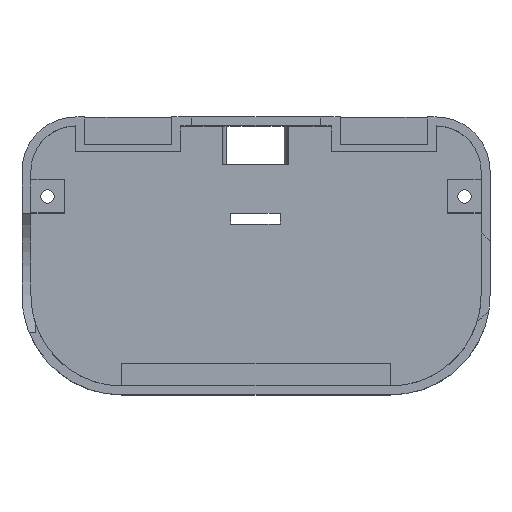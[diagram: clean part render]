
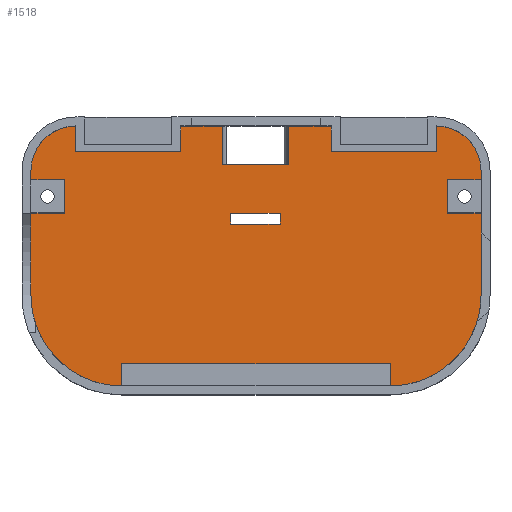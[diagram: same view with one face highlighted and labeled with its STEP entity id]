
A CAD part, top view. The second image highlights one B-rep face of the part: STEP entity #1518.
In plain terms, the highlighted planar face has unit normal (0, 0, 1).
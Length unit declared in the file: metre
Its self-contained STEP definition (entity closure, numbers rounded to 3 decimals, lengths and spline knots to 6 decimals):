
#50=LINE('',#2192,#236);
#54=LINE('',#2200,#240);
#62=LINE('',#2222,#248);
#63=LINE('',#2225,#249);
#64=LINE('',#2227,#250);
#65=LINE('',#2229,#251);
#66=LINE('',#2231,#252);
#67=LINE('',#2233,#253);
#68=LINE('',#2237,#254);
#69=LINE('',#2239,#255);
#70=LINE('',#2241,#256);
#71=LINE('',#2243,#257);
#72=LINE('',#2245,#258);
#73=LINE('',#2249,#259);
#74=LINE('',#2251,#260);
#75=LINE('',#2253,#261);
#76=LINE('',#2254,#262);
#77=LINE('',#2256,#263);
#78=LINE('',#2258,#264);
#79=LINE('',#2261,#265);
#80=LINE('',#2263,#266);
#81=LINE('',#2265,#267);
#82=LINE('',#2267,#268);
#83=LINE('',#2269,#269);
#84=LINE('',#2270,#270);
#85=LINE('',#2273,#271);
#86=LINE('',#2275,#272);
#87=LINE('',#2277,#273);
#236=VECTOR('',#1758,1.);
#240=VECTOR('',#1762,1.);
#248=VECTOR('',#1782,1.);
#249=VECTOR('',#1783,1.);
#250=VECTOR('',#1784,1.);
#251=VECTOR('',#1785,1.);
#252=VECTOR('',#1786,1.);
#253=VECTOR('',#1787,1.);
#254=VECTOR('',#1790,1.);
#255=VECTOR('',#1791,1.);
#256=VECTOR('',#1792,1.);
#257=VECTOR('',#1793,1.);
#258=VECTOR('',#1794,1.);
#259=VECTOR('',#1797,1.);
#260=VECTOR('',#1798,1.);
#261=VECTOR('',#1799,1.);
#262=VECTOR('',#1800,1.);
#263=VECTOR('',#1801,1.);
#264=VECTOR('',#1802,1.);
#265=VECTOR('',#1805,1.);
#266=VECTOR('',#1806,1.);
#267=VECTOR('',#1807,1.);
#268=VECTOR('',#1808,1.);
#269=VECTOR('',#1809,1.);
#270=VECTOR('',#1810,1.);
#271=VECTOR('',#1811,1.);
#272=VECTOR('',#1812,1.);
#273=VECTOR('',#1813,1.);
#447=ORIENTED_EDGE('',*,*,#897,.F.);
#448=ORIENTED_EDGE('',*,*,#898,.T.);
#449=ORIENTED_EDGE('',*,*,#899,.F.);
#450=ORIENTED_EDGE('',*,*,#900,.F.);
#451=ORIENTED_EDGE('',*,*,#901,.T.);
#452=ORIENTED_EDGE('',*,*,#902,.F.);
#453=ORIENTED_EDGE('',*,*,#903,.T.);
#454=ORIENTED_EDGE('',*,*,#904,.F.);
#455=ORIENTED_EDGE('',*,*,#905,.T.);
#456=ORIENTED_EDGE('',*,*,#906,.F.);
#457=ORIENTED_EDGE('',*,*,#907,.F.);
#458=ORIENTED_EDGE('',*,*,#908,.F.);
#459=ORIENTED_EDGE('',*,*,#909,.F.);
#460=ORIENTED_EDGE('',*,*,#910,.T.);
#461=ORIENTED_EDGE('',*,*,#911,.T.);
#462=ORIENTED_EDGE('',*,*,#912,.F.);
#463=ORIENTED_EDGE('',*,*,#874,.F.);
#464=ORIENTED_EDGE('',*,*,#886,.T.);
#465=ORIENTED_EDGE('',*,*,#913,.T.);
#466=ORIENTED_EDGE('',*,*,#914,.T.);
#467=ORIENTED_EDGE('',*,*,#915,.F.);
#468=ORIENTED_EDGE('',*,*,#882,.T.);
#469=ORIENTED_EDGE('',*,*,#916,.T.);
#470=ORIENTED_EDGE('',*,*,#917,.T.);
#471=ORIENTED_EDGE('',*,*,#918,.T.);
#472=ORIENTED_EDGE('',*,*,#919,.T.);
#473=ORIENTED_EDGE('',*,*,#920,.F.);
#474=ORIENTED_EDGE('',*,*,#921,.F.);
#475=ORIENTED_EDGE('',*,*,#922,.F.);
#476=ORIENTED_EDGE('',*,*,#923,.F.);
#477=ORIENTED_EDGE('',*,*,#924,.T.);
#478=ORIENTED_EDGE('',*,*,#925,.T.);
#874=EDGE_CURVE('',#1101,#1102,#1240,.T.);
#882=EDGE_CURVE('',#1108,#1107,#50,.T.);
#886=EDGE_CURVE('',#1101,#1111,#54,.T.);
#897=EDGE_CURVE('',#1120,#1121,#62,.T.);
#898=EDGE_CURVE('',#1120,#1122,#63,.T.);
#899=EDGE_CURVE('',#1123,#1122,#64,.T.);
#900=EDGE_CURVE('',#1124,#1123,#65,.T.);
#901=EDGE_CURVE('',#1124,#1125,#66,.T.);
#902=EDGE_CURVE('',#1126,#1125,#67,.T.);
#903=EDGE_CURVE('',#1126,#1127,#1245,.T.);
#904=EDGE_CURVE('',#1128,#1127,#68,.T.);
#905=EDGE_CURVE('',#1128,#1129,#69,.T.);
#906=EDGE_CURVE('',#1130,#1129,#70,.T.);
#907=EDGE_CURVE('',#1131,#1130,#71,.T.);
#908=EDGE_CURVE('',#1132,#1131,#72,.T.);
#909=EDGE_CURVE('',#1133,#1132,#1246,.T.);
#910=EDGE_CURVE('',#1133,#1134,#73,.T.);
#911=EDGE_CURVE('',#1134,#1135,#74,.T.);
#912=EDGE_CURVE('',#1102,#1135,#75,.T.);
#913=EDGE_CURVE('',#1111,#1136,#76,.T.);
#914=EDGE_CURVE('',#1136,#1137,#77,.T.);
#915=EDGE_CURVE('',#1108,#1137,#78,.T.);
#916=EDGE_CURVE('',#1107,#1138,#1247,.T.);
#917=EDGE_CURVE('',#1138,#1139,#79,.T.);
#918=EDGE_CURVE('',#1139,#1140,#80,.T.);
#919=EDGE_CURVE('',#1140,#1141,#81,.T.);
#920=EDGE_CURVE('',#1142,#1141,#82,.T.);
#921=EDGE_CURVE('',#1121,#1142,#83,.T.);
#922=EDGE_CURVE('',#1143,#1144,#84,.T.);
#923=EDGE_CURVE('',#1145,#1143,#85,.T.);
#924=EDGE_CURVE('',#1145,#1146,#86,.T.);
#925=EDGE_CURVE('',#1146,#1144,#87,.T.);
#1101=VERTEX_POINT('',#2176);
#1102=VERTEX_POINT('',#2178);
#1107=VERTEX_POINT('',#2191);
#1108=VERTEX_POINT('',#2193);
#1111=VERTEX_POINT('',#2199);
#1120=VERTEX_POINT('',#2223);
#1121=VERTEX_POINT('',#2224);
#1122=VERTEX_POINT('',#2226);
#1123=VERTEX_POINT('',#2228);
#1124=VERTEX_POINT('',#2230);
#1125=VERTEX_POINT('',#2232);
#1126=VERTEX_POINT('',#2234);
#1127=VERTEX_POINT('',#2236);
#1128=VERTEX_POINT('',#2238);
#1129=VERTEX_POINT('',#2240);
#1130=VERTEX_POINT('',#2242);
#1131=VERTEX_POINT('',#2244);
#1132=VERTEX_POINT('',#2246);
#1133=VERTEX_POINT('',#2248);
#1134=VERTEX_POINT('',#2250);
#1135=VERTEX_POINT('',#2252);
#1136=VERTEX_POINT('',#2255);
#1137=VERTEX_POINT('',#2257);
#1138=VERTEX_POINT('',#2260);
#1139=VERTEX_POINT('',#2262);
#1140=VERTEX_POINT('',#2264);
#1141=VERTEX_POINT('',#2266);
#1142=VERTEX_POINT('',#2268);
#1143=VERTEX_POINT('',#2271);
#1144=VERTEX_POINT('',#2272);
#1145=VERTEX_POINT('',#2274);
#1146=VERTEX_POINT('',#2276);
#1240=CIRCLE('',#1609,0.0202);
#1245=CIRCLE('',#1618,0.01);
#1246=CIRCLE('',#1619,0.0202);
#1247=CIRCLE('',#1620,0.01);
#1280=EDGE_LOOP('',(#447,#448,#449,#450,#451,#452,#453,#454,#455,#456,#457,
#458,#459,#460,#461,#462,#463,#464,#465,#466,#467,#468,#469,#470,#471,#472,
#473,#474));
#1281=EDGE_LOOP('',(#475,#476,#477,#478));
#1369=FACE_BOUND('',#1280,.T.);
#1370=FACE_BOUND('',#1281,.T.);
#1456=PLANE('',#1617);
#1518=ADVANCED_FACE('',(#1369,#1370),#1456,.T.);
#1609=AXIS2_PLACEMENT_3D('',#2177,#1746,#1747);
#1617=AXIS2_PLACEMENT_3D('',#2221,#1780,#1781);
#1618=AXIS2_PLACEMENT_3D('',#2235,#1788,#1789);
#1619=AXIS2_PLACEMENT_3D('',#2247,#1795,#1796);
#1620=AXIS2_PLACEMENT_3D('',#2259,#1803,#1804);
#1746=DIRECTION('',(0.,0.,-1.));
#1747=DIRECTION('',(1.,0.,0.));
#1758=DIRECTION('',(0.,1.,0.));
#1762=DIRECTION('',(0.,1.,0.));
#1780=DIRECTION('',(0.,0.,1.));
#1781=DIRECTION('',(1.,0.,0.));
#1782=DIRECTION('',(1.,0.,0.));
#1783=DIRECTION('',(0.,1.,0.));
#1784=DIRECTION('',(1.,0.,0.));
#1785=DIRECTION('',(0.,1.,0.));
#1786=DIRECTION('',(-1.,0.,0.));
#1787=DIRECTION('',(0.,-1.,0.));
#1788=DIRECTION('',(0.,0.,1.));
#1789=DIRECTION('',(1.,0.,0.));
#1790=DIRECTION('',(0.,1.,0.));
#1791=DIRECTION('',(1.,0.,0.));
#1792=DIRECTION('',(0.,1.,0.));
#1793=DIRECTION('',(1.,0.,0.));
#1794=DIRECTION('',(0.,1.,0.));
#1795=DIRECTION('',(0.,0.,-1.));
#1796=DIRECTION('',(1.,0.,0.));
#1797=DIRECTION('',(0.,1.,0.));
#1798=DIRECTION('',(1.,0.,0.));
#1799=DIRECTION('',(0.,1.,0.));
#1800=DIRECTION('',(-1.,0.,0.));
#1801=DIRECTION('',(0.,1.,0.));
#1802=DIRECTION('',(-1.,0.,0.));
#1803=DIRECTION('',(0.,0.,1.));
#1804=DIRECTION('',(1.,0.,0.));
#1805=DIRECTION('',(0.,-1.,0.));
#1806=DIRECTION('',(-1.,0.,0.));
#1807=DIRECTION('',(0.,1.,0.));
#1808=DIRECTION('',(1.,0.,0.));
#1809=DIRECTION('',(0.,1.,0.));
#1810=DIRECTION('',(0.,-1.,0.));
#1811=DIRECTION('',(-1.,0.,0.));
#1812=DIRECTION('',(0.,-1.,0.));
#1813=DIRECTION('',(-1.,0.,0.));
#2176=CARTESIAN_POINT('',(0.0502,-0.0028,0.002));
#2177=CARTESIAN_POINT('',(0.03,-0.0028,0.002));
#2178=CARTESIAN_POINT('',(0.03,-0.023,0.002));
#2191=CARTESIAN_POINT('',(0.0502,0.025,0.002));
#2192=CARTESIAN_POINT('',(0.0502,0.024,0.002));
#2193=CARTESIAN_POINT('',(0.0502,0.023,0.002));
#2199=CARTESIAN_POINT('',(0.0502,0.0156,0.002));
#2200=CARTESIAN_POINT('',(0.0502,0.024,0.002));
#2221=CARTESIAN_POINT('',(0.,0.006,0.002));
#2222=CARTESIAN_POINT('',(0.,0.0265,0.002));
#2223=CARTESIAN_POINT('',(-0.007525,0.0265,0.002));
#2224=CARTESIAN_POINT('',(0.007265,0.0265,0.002));
#2225=CARTESIAN_POINT('',(-0.007525,-0.225818,0.002));
#2226=CARTESIAN_POINT('',(-0.007525,0.035,0.002));
#2227=CARTESIAN_POINT('',(0.,0.035,0.002));
#2228=CARTESIAN_POINT('',(-0.0168,0.035,0.002));
#2229=CARTESIAN_POINT('',(-0.0168,0.006,0.002));
#2230=CARTESIAN_POINT('',(-0.0168,0.0293,0.002));
#2231=CARTESIAN_POINT('',(0.,0.0293,0.002));
#2232=CARTESIAN_POINT('',(-0.0402,0.0293,0.002));
#2233=CARTESIAN_POINT('',(-0.0402,0.006,0.002));
#2234=CARTESIAN_POINT('',(-0.0402,0.035,0.002));
#2235=CARTESIAN_POINT('',(-0.0402,0.025,0.002));
#2236=CARTESIAN_POINT('',(-0.0502,0.025,0.002));
#2237=CARTESIAN_POINT('',(-0.0502,0.024,0.002));
#2238=CARTESIAN_POINT('',(-0.0502,0.023,0.002));
#2239=CARTESIAN_POINT('',(-0.0465,0.023,0.002));
#2240=CARTESIAN_POINT('',(-0.0428,0.023,0.002));
#2241=CARTESIAN_POINT('',(-0.0428,0.0193,0.002));
#2242=CARTESIAN_POINT('',(-0.0428,0.0156,0.002));
#2243=CARTESIAN_POINT('',(-0.0465,0.0156,0.002));
#2244=CARTESIAN_POINT('',(-0.0502,0.0156,0.002));
#2245=CARTESIAN_POINT('',(-0.0502,0.024,0.002));
#2246=CARTESIAN_POINT('',(-0.0502,-0.0028,0.002));
#2247=CARTESIAN_POINT('',(-0.03,-0.0028,0.002));
#2248=CARTESIAN_POINT('',(-0.03,-0.023,0.002));
#2249=CARTESIAN_POINT('',(-0.03,-0.0205,0.002));
#2250=CARTESIAN_POINT('',(-0.03,-0.018,0.002));
#2251=CARTESIAN_POINT('',(0.,-0.018,0.002));
#2252=CARTESIAN_POINT('',(0.03,-0.018,0.002));
#2253=CARTESIAN_POINT('',(0.03,-0.0205,0.002));
#2254=CARTESIAN_POINT('',(0.0465,0.0156,0.002));
#2255=CARTESIAN_POINT('',(0.0428,0.0156,0.002));
#2256=CARTESIAN_POINT('',(0.0428,0.0193,0.002));
#2257=CARTESIAN_POINT('',(0.0428,0.023,0.002));
#2258=CARTESIAN_POINT('',(0.0465,0.023,0.002));
#2259=CARTESIAN_POINT('',(0.0402,0.025,0.002));
#2260=CARTESIAN_POINT('',(0.0402,0.035,0.002));
#2261=CARTESIAN_POINT('',(0.0402,0.006,0.002));
#2262=CARTESIAN_POINT('',(0.0402,0.0293,0.002));
#2263=CARTESIAN_POINT('',(0.,0.0293,0.002));
#2264=CARTESIAN_POINT('',(0.0168,0.0293,0.002));
#2265=CARTESIAN_POINT('',(0.0168,0.006,0.002));
#2266=CARTESIAN_POINT('',(0.0168,0.035,0.002));
#2267=CARTESIAN_POINT('',(0.,0.035,0.002));
#2268=CARTESIAN_POINT('',(0.007265,0.035,0.002));
#2269=CARTESIAN_POINT('',(0.007265,-0.225818,0.002));
#2270=CARTESIAN_POINT('',(-0.00563,0.01435,0.002));
#2271=CARTESIAN_POINT('',(-0.00563,0.01557,0.002));
#2272=CARTESIAN_POINT('',(-0.00563,0.01313,0.002));
#2273=CARTESIAN_POINT('',(-0.00013,0.01557,0.002));
#2274=CARTESIAN_POINT('',(0.00537,0.01557,0.002));
#2275=CARTESIAN_POINT('',(0.00537,0.01435,0.002));
#2276=CARTESIAN_POINT('',(0.00537,0.01313,0.002));
#2277=CARTESIAN_POINT('',(-0.00013,0.01313,0.002));
